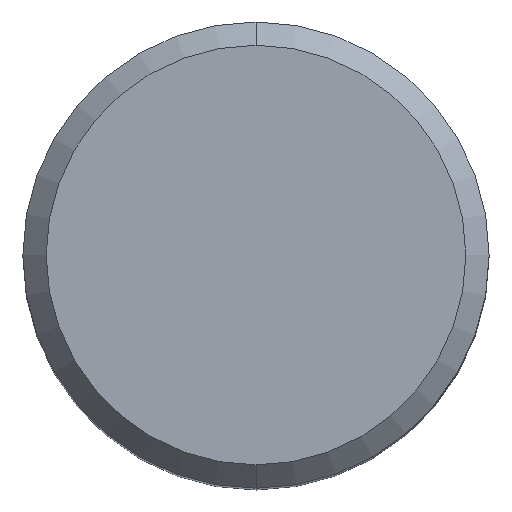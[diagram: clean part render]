
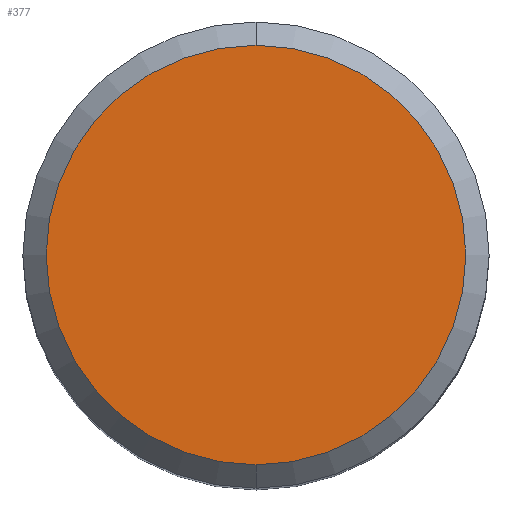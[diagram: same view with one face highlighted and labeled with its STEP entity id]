
A CAD part, top view. The second image highlights one B-rep face of the part: STEP entity #377.
In plain terms, the highlighted planar face has unit normal (0, 0, 1).
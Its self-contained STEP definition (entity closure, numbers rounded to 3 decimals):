
#351=EDGE_CURVE('',#909,#905,#962,.T.);
#377=ADVANCED_FACE('',(#990),#991,.T.);
#529=EDGE_CURVE('',#905,#909,#1157,.T.);
#905=VERTEX_POINT('',#1569);
#909=VERTEX_POINT('',#1573);
#962=CIRCLE('',#1839,9.0);
#990=FACE_OUTER_BOUND('',#1922,.T.);
#991=PLANE('',#1923);
#1157=CIRCLE('',#3760,9.0);
#1569=CARTESIAN_POINT('',(0.0,9.0,0.0));
#1573=CARTESIAN_POINT('',(0.,-9.0,0.0));
#1839=AXIS2_PLACEMENT_3D('',#9451,#9452,#9453);
#1922=EDGE_LOOP('',(#9474,#9475));
#1923=AXIS2_PLACEMENT_3D('',#9476,#9477,#9478);
#3760=AXIS2_PLACEMENT_3D('',#9656,#9657,#9658);
#9451=CARTESIAN_POINT('',(0.0,0.0,0.0));
#9452=DIRECTION('',(0.0,0.0,-1.0));
#9453=DIRECTION('',(0.0,1.0,0.0));
#9474=ORIENTED_EDGE('',*,*,#529,.F.);
#9475=ORIENTED_EDGE('',*,*,#351,.F.);
#9476=CARTESIAN_POINT('',(0.0,4.5,0.0));
#9477=DIRECTION('',(-0.0,0.0,1.0));
#9478=DIRECTION('',(0.0,-1.0,0.0));
#9656=CARTESIAN_POINT('',(0.0,0.0,0.0));
#9657=DIRECTION('',(0.0,0.0,-1.0));
#9658=DIRECTION('',(0.0,1.0,0.0));
